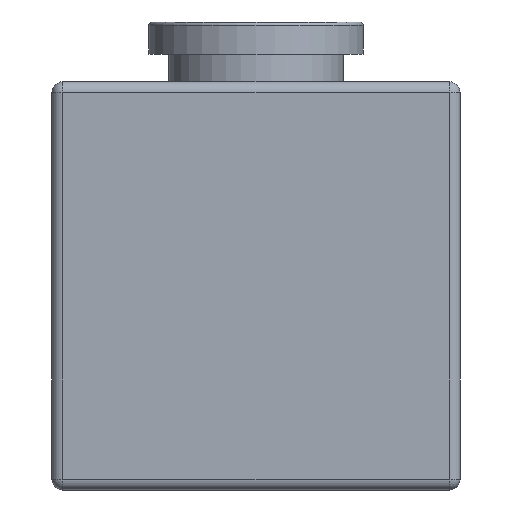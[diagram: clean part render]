
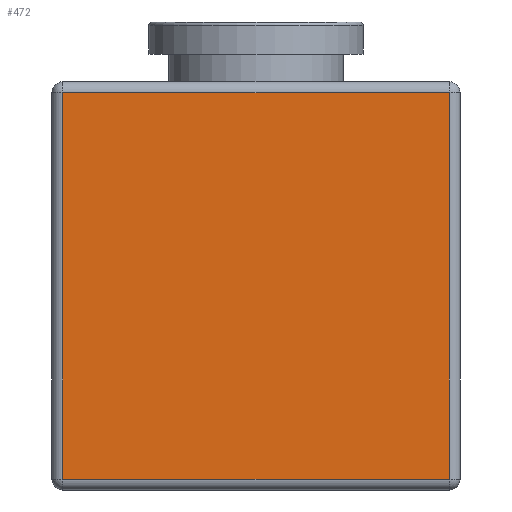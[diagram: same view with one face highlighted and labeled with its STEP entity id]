
A CAD part, front view. The second image highlights one B-rep face of the part: STEP entity #472.
In plain terms, the highlighted planar face has unit normal (0, -1, 0).
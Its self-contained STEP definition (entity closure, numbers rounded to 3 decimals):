
#79 = DIRECTION ( 'NONE',  ( 0., 0., 1. ) ) ;
#126 = CARTESIAN_POINT ( 'NONE',  ( 19.05, 0., 0.508 ) ) ;
#131 = DIRECTION ( 'NONE',  ( 1., 0., 0. ) ) ;
#171 = VERTEX_POINT ( 'NONE', #1529 ) ;
#187 = LINE ( 'NONE', #126, #1590 ) ;
#240 = ORIENTED_EDGE ( 'NONE', *, *, #749, .T. ) ;
#255 = ORIENTED_EDGE ( 'NONE', *, *, #762, .T. ) ;
#342 = CARTESIAN_POINT ( 'NONE',  ( 18.542, 0., 18.542 ) ) ;
#368 = VECTOR ( 'NONE', #1120, 1000. ) ;
#398 = DIRECTION ( 'NONE',  ( -1., 0., 0. ) ) ;
#408 = CARTESIAN_POINT ( 'NONE',  ( 0., 0., 18.542 ) ) ;
#428 = CARTESIAN_POINT ( 'NONE',  ( 0.508, 0., 19.05 ) ) ;
#472 = ADVANCED_FACE ( 'NONE', ( #1380 ), #502, .F. ) ;
#488 = DIRECTION ( 'NONE',  ( 0., 1., 0. ) ) ;
#502 = PLANE ( 'NONE',  #1638 ) ;
#504 = CARTESIAN_POINT ( 'NONE',  ( 0., 0., 19.05 ) ) ;
#534 = VERTEX_POINT ( 'NONE', #342 ) ;
#541 = DIRECTION ( 'NONE',  ( 0., 0., -1. ) ) ;
#574 = LINE ( 'NONE', #408, #1304 ) ;
#608 = EDGE_LOOP ( 'NONE', ( #240, #255, #701, #1778 ) ) ;
#701 = ORIENTED_EDGE ( 'NONE', *, *, #774, .T. ) ;
#749 = EDGE_CURVE ( 'NONE', #1610, #534, #811, .T. ) ;
#762 = EDGE_CURVE ( 'NONE', #534, #171, #574, .T. ) ;
#774 = EDGE_CURVE ( 'NONE', #171, #1583, #1264, .T. ) ;
#786 = EDGE_CURVE ( 'NONE', #1583, #1610, #187, .T. ) ;
#811 = LINE ( 'NONE', #1353, #368 ) ;
#924 = VECTOR ( 'NONE', #541, 1000. ) ;
#1120 = DIRECTION ( 'NONE',  ( 0., 0., 1. ) ) ;
#1227 = CARTESIAN_POINT ( 'NONE',  ( 0.508, 0., 0.508 ) ) ;
#1264 = LINE ( 'NONE', #428, #924 ) ;
#1304 = VECTOR ( 'NONE', #398, 1000. ) ;
#1353 = CARTESIAN_POINT ( 'NONE',  ( 18.542, 0., 19.05 ) ) ;
#1380 = FACE_OUTER_BOUND ( 'NONE', #608, .T. ) ;
#1529 = CARTESIAN_POINT ( 'NONE',  ( 0.508, 0., 18.542 ) ) ;
#1583 = VERTEX_POINT ( 'NONE', #1227 ) ;
#1590 = VECTOR ( 'NONE', #131, 1000. ) ;
#1610 = VERTEX_POINT ( 'NONE', #1723 ) ;
#1638 = AXIS2_PLACEMENT_3D ( 'NONE', #504, #488, #79 ) ;
#1723 = CARTESIAN_POINT ( 'NONE',  ( 18.542, 0., 0.508 ) ) ;
#1778 = ORIENTED_EDGE ( 'NONE', *, *, #786, .T. ) ;
